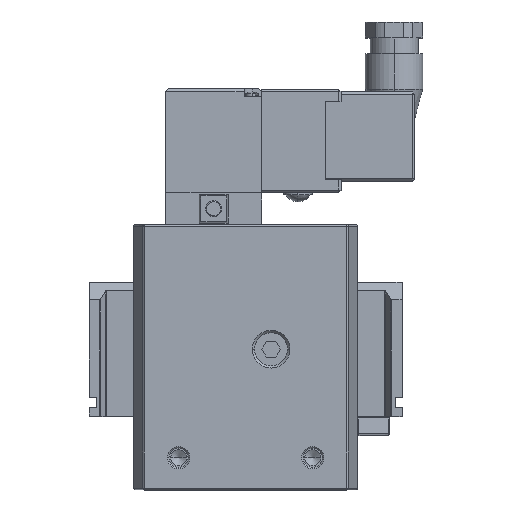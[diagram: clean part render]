
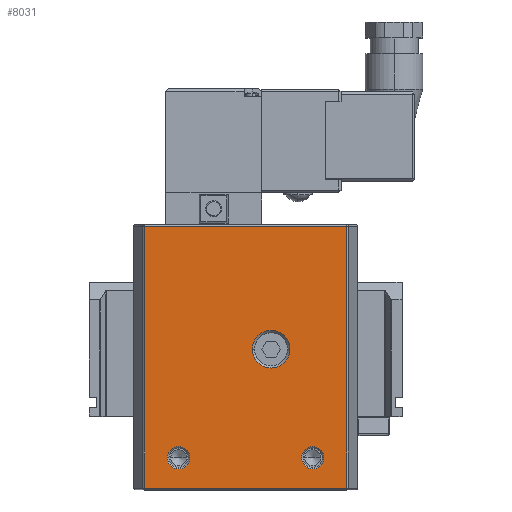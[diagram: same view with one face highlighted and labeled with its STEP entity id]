
A CAD part, top view. The second image highlights one B-rep face of the part: STEP entity #8031.
In plain terms, the highlighted planar face has unit normal (0, 0, 1).
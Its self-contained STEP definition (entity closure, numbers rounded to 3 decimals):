
#4 = AXIS2_PLACEMENT_3D ( 'NONE', #7447, #16766, #8808 ) ;
#137 = EDGE_CURVE ( 'NONE', #17111, #11225, #14272, .T. ) ;
#262 = ORIENTED_EDGE ( 'NONE', *, *, #899, .T. ) ;
#303 = CARTESIAN_POINT ( 'NONE',  ( 13.894, -3., 26. ) ) ;
#502 = EDGE_CURVE ( 'NONE', #12678, #10614, #3764, .T. ) ;
#666 = AXIS2_PLACEMENT_3D ( 'NONE', #16872, #16735, #16670 ) ;
#739 = LINE ( 'NONE', #10386, #14430 ) ;
#899 = EDGE_CURVE ( 'NONE', #15089, #2889, #4141, .T. ) ;
#940 = EDGE_LOOP ( 'NONE', ( #10823, #1228 ) ) ;
#1228 = ORIENTED_EDGE ( 'NONE', *, *, #137, .T. ) ;
#1522 = FACE_BOUND ( 'NONE', #2274, .T. ) ;
#1775 = CARTESIAN_POINT ( 'NONE',  ( -17.5, -37., 26. ) ) ;
#2036 = ORIENTED_EDGE ( 'NONE', *, *, #2522, .T. ) ;
#2156 = CIRCLE ( 'NONE', #5482, 5.894 ) ;
#2162 = VERTEX_POINT ( 'NONE', #12387 ) ;
#2274 = EDGE_LOOP ( 'NONE', ( #262, #9885 ) ) ;
#2522 = EDGE_CURVE ( 'NONE', #14948, #2162, #9528, .T. ) ;
#2778 = DIRECTION ( 'NONE',  ( 1., 0., 0. ) ) ;
#2889 = VERTEX_POINT ( 'NONE', #12220 ) ;
#3596 = EDGE_CURVE ( 'NONE', #8910, #14948, #739, .T. ) ;
#3764 = CIRCLE ( 'NONE', #16763, 5.894 ) ;
#3847 = CARTESIAN_POINT ( 'NONE',  ( 2.106, -3., 26. ) ) ;
#4141 = CIRCLE ( 'NONE', #5382, 3.5 ) ;
#5081 = DIRECTION ( 'NONE',  ( 0., 0., -1. ) ) ;
#5169 = DIRECTION ( 'NONE',  ( 0., 0., -1. ) ) ;
#5382 = AXIS2_PLACEMENT_3D ( 'NONE', #11147, #15475, #9859 ) ;
#5482 = AXIS2_PLACEMENT_3D ( 'NONE', #13160, #5169, #14464 ) ;
#5564 = VECTOR ( 'NONE', #13222, 1000. ) ;
#5978 = EDGE_CURVE ( 'NONE', #2162, #12218, #8832, .T. ) ;
#6122 = CARTESIAN_POINT ( 'NONE',  ( 8., -3., 26. ) ) ;
#6667 = CARTESIAN_POINT ( 'NONE',  ( 32.05, 36., 26. ) ) ;
#6826 = EDGE_CURVE ( 'NONE', #11225, #17111, #11324, .T. ) ;
#7447 = CARTESIAN_POINT ( 'NONE',  ( -21., -37., 26. ) ) ;
#7691 = DIRECTION ( 'NONE',  ( 0., 0., -1. ) ) ;
#7708 = DIRECTION ( 'NONE',  ( -1., 0., 0. ) ) ;
#8031 = ADVANCED_FACE ( 'NONE', ( #11912, #15231, #1522, #8381 ), #9777, .F. ) ;
#8366 = ORIENTED_EDGE ( 'NONE', *, *, #502, .T. ) ;
#8381 = FACE_BOUND ( 'NONE', #940, .T. ) ;
#8502 = AXIS2_PLACEMENT_3D ( 'NONE', #16746, #16699, #16785 ) ;
#8808 = DIRECTION ( 'NONE',  ( -1., 0., 0. ) ) ;
#8832 = LINE ( 'NONE', #9826, #15899 ) ;
#8910 = VERTEX_POINT ( 'NONE', #13337 ) ;
#9322 = CARTESIAN_POINT ( 'NONE',  ( 17.5, -37., 26. ) ) ;
#9344 = CIRCLE ( 'NONE', #4, 3.5 ) ;
#9437 = CARTESIAN_POINT ( 'NONE',  ( 31.666, 35.5, 26. ) ) ;
#9447 = EDGE_CURVE ( 'NONE', #10614, #12678, #2156, .T. ) ;
#9528 = LINE ( 'NONE', #14140, #5564 ) ;
#9739 = DIRECTION ( 'NONE',  ( 0., -1., 0. ) ) ;
#9777 = PLANE ( 'NONE',  #10231 ) ;
#9818 = CARTESIAN_POINT ( 'NONE',  ( -31.666, -46.5, 26. ) ) ;
#9826 = CARTESIAN_POINT ( 'NONE',  ( -31.666, 36., 26. ) ) ;
#9859 = DIRECTION ( 'NONE',  ( -1., 0., 0. ) ) ;
#9885 = ORIENTED_EDGE ( 'NONE', *, *, #14665, .T. ) ;
#10078 = VECTOR ( 'NONE', #2778, 1000. ) ;
#10154 = DIRECTION ( 'NONE',  ( 0., 1., 0. ) ) ;
#10231 = AXIS2_PLACEMENT_3D ( 'NONE', #6667, #5081, #11224 ) ;
#10386 = CARTESIAN_POINT ( 'NONE',  ( 31.666, 36., 26. ) ) ;
#10489 = LINE ( 'NONE', #13408, #10078 ) ;
#10614 = VERTEX_POINT ( 'NONE', #3847 ) ;
#10823 = ORIENTED_EDGE ( 'NONE', *, *, #6826, .T. ) ;
#11147 = CARTESIAN_POINT ( 'NONE',  ( -21., -37., 26. ) ) ;
#11224 = DIRECTION ( 'NONE',  ( -1., 0., 0. ) ) ;
#11225 = VERTEX_POINT ( 'NONE', #14734 ) ;
#11324 = CIRCLE ( 'NONE', #666, 3.5 ) ;
#11912 = FACE_OUTER_BOUND ( 'NONE', #15339, .T. ) ;
#12218 = VERTEX_POINT ( 'NONE', #9818 ) ;
#12220 = CARTESIAN_POINT ( 'NONE',  ( -24.5, -37., 26. ) ) ;
#12387 = CARTESIAN_POINT ( 'NONE',  ( -31.666, 35.5, 26. ) ) ;
#12678 = VERTEX_POINT ( 'NONE', #303 ) ;
#13013 = EDGE_LOOP ( 'NONE', ( #8366, #14841 ) ) ;
#13160 = CARTESIAN_POINT ( 'NONE',  ( 8., -3., 26. ) ) ;
#13222 = DIRECTION ( 'NONE',  ( -1., 0., 0. ) ) ;
#13337 = CARTESIAN_POINT ( 'NONE',  ( 31.666, -46.5, 26. ) ) ;
#13408 = CARTESIAN_POINT ( 'NONE',  ( 32.05, -46.5, 26. ) ) ;
#13597 = ORIENTED_EDGE ( 'NONE', *, *, #15611, .T. ) ;
#14140 = CARTESIAN_POINT ( 'NONE',  ( -32.05, 35.5, 26. ) ) ;
#14272 = CIRCLE ( 'NONE', #8502, 3.5 ) ;
#14430 = VECTOR ( 'NONE', #10154, 1000. ) ;
#14464 = DIRECTION ( 'NONE',  ( -1., 0., 0. ) ) ;
#14665 = EDGE_CURVE ( 'NONE', #2889, #15089, #9344, .T. ) ;
#14734 = CARTESIAN_POINT ( 'NONE',  ( 24.5, -37., 26. ) ) ;
#14828 = ORIENTED_EDGE ( 'NONE', *, *, #3596, .T. ) ;
#14841 = ORIENTED_EDGE ( 'NONE', *, *, #9447, .T. ) ;
#14948 = VERTEX_POINT ( 'NONE', #9437 ) ;
#15089 = VERTEX_POINT ( 'NONE', #1775 ) ;
#15231 = FACE_BOUND ( 'NONE', #13013, .T. ) ;
#15339 = EDGE_LOOP ( 'NONE', ( #13597, #14828, #2036, #16930 ) ) ;
#15475 = DIRECTION ( 'NONE',  ( 0., 0., -1. ) ) ;
#15611 = EDGE_CURVE ( 'NONE', #12218, #8910, #10489, .T. ) ;
#15899 = VECTOR ( 'NONE', #9739, 1000. ) ;
#16670 = DIRECTION ( 'NONE',  ( -1., 0., 0. ) ) ;
#16699 = DIRECTION ( 'NONE',  ( 0., 0., -1. ) ) ;
#16735 = DIRECTION ( 'NONE',  ( 0., 0., -1. ) ) ;
#16746 = CARTESIAN_POINT ( 'NONE',  ( 21., -37., 26. ) ) ;
#16763 = AXIS2_PLACEMENT_3D ( 'NONE', #6122, #7691, #7708 ) ;
#16766 = DIRECTION ( 'NONE',  ( 0., 0., -1. ) ) ;
#16785 = DIRECTION ( 'NONE',  ( -1., 0., 0. ) ) ;
#16872 = CARTESIAN_POINT ( 'NONE',  ( 21., -37., 26. ) ) ;
#16930 = ORIENTED_EDGE ( 'NONE', *, *, #5978, .T. ) ;
#17111 = VERTEX_POINT ( 'NONE', #9322 ) ;
